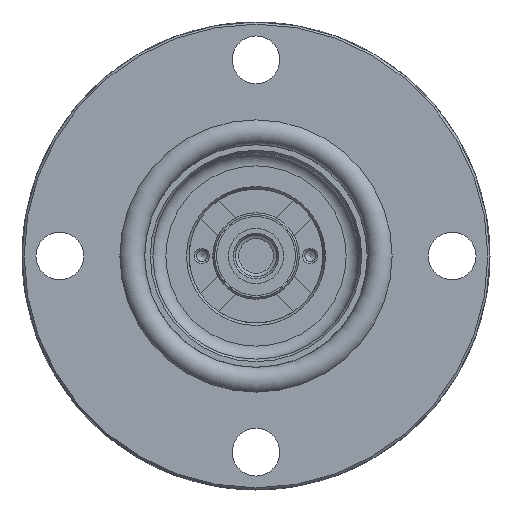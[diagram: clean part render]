
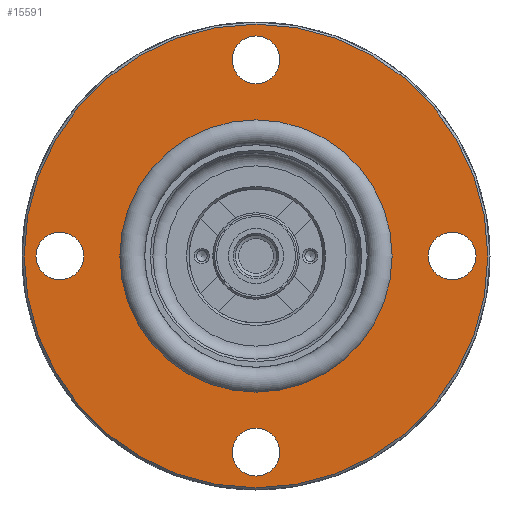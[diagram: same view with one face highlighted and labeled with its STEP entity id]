
A CAD part, left-side view. The second image highlights one B-rep face of the part: STEP entity #15591.
In plain terms, the highlighted planar face has unit normal (-1, 0, 0).
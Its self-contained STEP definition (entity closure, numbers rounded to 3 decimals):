
#440=FACE_BOUND('',#4751,.T.);
#441=FACE_BOUND('',#4752,.T.);
#442=FACE_BOUND('',#4753,.T.);
#443=FACE_BOUND('',#4754,.T.);
#444=FACE_BOUND('',#4755,.T.);
#3459=PLANE('',#16602);
#3834=FACE_OUTER_BOUND('',#4750,.T.);
#4750=EDGE_LOOP('',(#10765));
#4751=EDGE_LOOP('',(#10766,#10767));
#4752=EDGE_LOOP('',(#10768,#10769));
#4753=EDGE_LOOP('',(#10770,#10771));
#4754=EDGE_LOOP('',(#10772,#10773));
#4755=EDGE_LOOP('',(#10774,#10775));
#5731=CIRCLE('',#16516,31.4);
#5732=CIRCLE('',#16517,31.4);
#5754=CIRCLE('',#16545,5.5);
#5755=CIRCLE('',#16546,5.5);
#5763=CIRCLE('',#16560,5.5);
#5764=CIRCLE('',#16561,5.5);
#5769=CIRCLE('',#16571,5.5);
#5770=CIRCLE('',#16572,5.5);
#5774=CIRCLE('',#16581,5.5);
#5775=CIRCLE('',#16582,5.5);
#5785=CIRCLE('',#16603,53.475);
#6473=VERTEX_POINT('',#21457);
#6474=VERTEX_POINT('',#21458);
#6493=VERTEX_POINT('',#21508);
#6494=VERTEX_POINT('',#21509);
#6517=VERTEX_POINT('',#21705);
#6518=VERTEX_POINT('',#21706);
#6525=VERTEX_POINT('',#21731);
#6526=VERTEX_POINT('',#21732);
#6532=VERTEX_POINT('',#21755);
#6533=VERTEX_POINT('',#21756);
#6545=VERTEX_POINT('',#21801);
#8121=EDGE_CURVE('',#6473,#6474,#5731,.T.);
#8122=EDGE_CURVE('',#6474,#6473,#5732,.T.);
#8146=EDGE_CURVE('',#6493,#6494,#5754,.T.);
#8147=EDGE_CURVE('',#6494,#6493,#5755,.T.);
#8176=EDGE_CURVE('',#6517,#6518,#5763,.T.);
#8177=EDGE_CURVE('',#6518,#6517,#5764,.T.);
#8189=EDGE_CURVE('',#6525,#6526,#5769,.T.);
#8190=EDGE_CURVE('',#6526,#6525,#5770,.T.);
#8201=EDGE_CURVE('',#6532,#6533,#5774,.T.);
#8202=EDGE_CURVE('',#6533,#6532,#5775,.T.);
#8223=EDGE_CURVE('',#6545,#6545,#5785,.T.);
#10765=ORIENTED_EDGE('',*,*,#8223,.F.);
#10766=ORIENTED_EDGE('',*,*,#8121,.T.);
#10767=ORIENTED_EDGE('',*,*,#8122,.T.);
#10768=ORIENTED_EDGE('',*,*,#8146,.T.);
#10769=ORIENTED_EDGE('',*,*,#8147,.T.);
#10770=ORIENTED_EDGE('',*,*,#8176,.T.);
#10771=ORIENTED_EDGE('',*,*,#8177,.T.);
#10772=ORIENTED_EDGE('',*,*,#8189,.T.);
#10773=ORIENTED_EDGE('',*,*,#8190,.T.);
#10774=ORIENTED_EDGE('',*,*,#8201,.T.);
#10775=ORIENTED_EDGE('',*,*,#8202,.T.);
#15591=ADVANCED_FACE('',(#3834,#440,#441,#442,#443,#444),#3459,.T.);
#16516=AXIS2_PLACEMENT_3D('',#21459,#17859,#17860);
#16517=AXIS2_PLACEMENT_3D('',#21460,#17861,#17862);
#16545=AXIS2_PLACEMENT_3D('',#21510,#17919,#17920);
#16546=AXIS2_PLACEMENT_3D('',#21511,#17921,#17922);
#16560=AXIS2_PLACEMENT_3D('',#21707,#17957,#17958);
#16561=AXIS2_PLACEMENT_3D('',#21708,#17959,#17960);
#16571=AXIS2_PLACEMENT_3D('',#21733,#17986,#17987);
#16572=AXIS2_PLACEMENT_3D('',#21734,#17988,#17989);
#16581=AXIS2_PLACEMENT_3D('',#21757,#18013,#18014);
#16582=AXIS2_PLACEMENT_3D('',#21758,#18015,#18016);
#16602=AXIS2_PLACEMENT_3D('',#21800,#18066,#18067);
#16603=AXIS2_PLACEMENT_3D('',#21802,#18068,#18069);
#17859=DIRECTION('center_axis',(1.,0.,0.));
#17860=DIRECTION('ref_axis',(0.,1.,0.));
#17861=DIRECTION('center_axis',(1.,0.,0.));
#17862=DIRECTION('ref_axis',(0.,1.,0.));
#17919=DIRECTION('center_axis',(1.,0.,0.));
#17920=DIRECTION('ref_axis',(0.,1.,0.));
#17921=DIRECTION('center_axis',(1.,0.,0.));
#17922=DIRECTION('ref_axis',(0.,1.,0.));
#17957=DIRECTION('center_axis',(1.,0.,0.));
#17958=DIRECTION('ref_axis',(0.,0.,1.));
#17959=DIRECTION('center_axis',(1.,0.,0.));
#17960=DIRECTION('ref_axis',(0.,0.,1.));
#17986=DIRECTION('center_axis',(1.,0.,0.));
#17987=DIRECTION('ref_axis',(0.,-1.,0.));
#17988=DIRECTION('center_axis',(1.,0.,0.));
#17989=DIRECTION('ref_axis',(0.,-1.,0.));
#18013=DIRECTION('center_axis',(1.,0.,0.));
#18014=DIRECTION('ref_axis',(0.,0.,-1.));
#18015=DIRECTION('center_axis',(1.,0.,0.));
#18016=DIRECTION('ref_axis',(0.,0.,-1.));
#18066=DIRECTION('center_axis',(-1.,0.,0.));
#18067=DIRECTION('ref_axis',(0.,0.,1.));
#18068=DIRECTION('center_axis',(1.,0.,0.));
#18069=DIRECTION('ref_axis',(0.,-1.,0.));
#21457=CARTESIAN_POINT('',(-20.8,31.4,0.));
#21458=CARTESIAN_POINT('',(-20.8,-31.4,0.));
#21459=CARTESIAN_POINT('Origin',(-20.8,0.,0.));
#21460=CARTESIAN_POINT('Origin',(-20.8,0.,0.));
#21508=CARTESIAN_POINT('',(-20.8,5.5,45.25));
#21509=CARTESIAN_POINT('',(-20.8,-5.5,45.25));
#21510=CARTESIAN_POINT('Origin',(-20.8,0.,45.25));
#21511=CARTESIAN_POINT('Origin',(-20.8,0.,45.25));
#21705=CARTESIAN_POINT('',(-20.8,-45.25,5.5));
#21706=CARTESIAN_POINT('',(-20.8,-45.25,-5.5));
#21707=CARTESIAN_POINT('Origin',(-20.8,-45.25,0.));
#21708=CARTESIAN_POINT('Origin',(-20.8,-45.25,0.));
#21731=CARTESIAN_POINT('',(-20.8,-5.5,-45.25));
#21732=CARTESIAN_POINT('',(-20.8,5.5,-45.25));
#21733=CARTESIAN_POINT('Origin',(-20.8,0.,-45.25));
#21734=CARTESIAN_POINT('Origin',(-20.8,0.,-45.25));
#21755=CARTESIAN_POINT('',(-20.8,45.25,-5.5));
#21756=CARTESIAN_POINT('',(-20.8,45.25,5.5));
#21757=CARTESIAN_POINT('Origin',(-20.8,45.25,0.));
#21758=CARTESIAN_POINT('Origin',(-20.8,45.25,0.));
#21800=CARTESIAN_POINT('Origin',(-20.8,42.688,0.));
#21801=CARTESIAN_POINT('',(-20.8,53.475,0.));
#21802=CARTESIAN_POINT('Origin',(-20.8,0.,0.));
